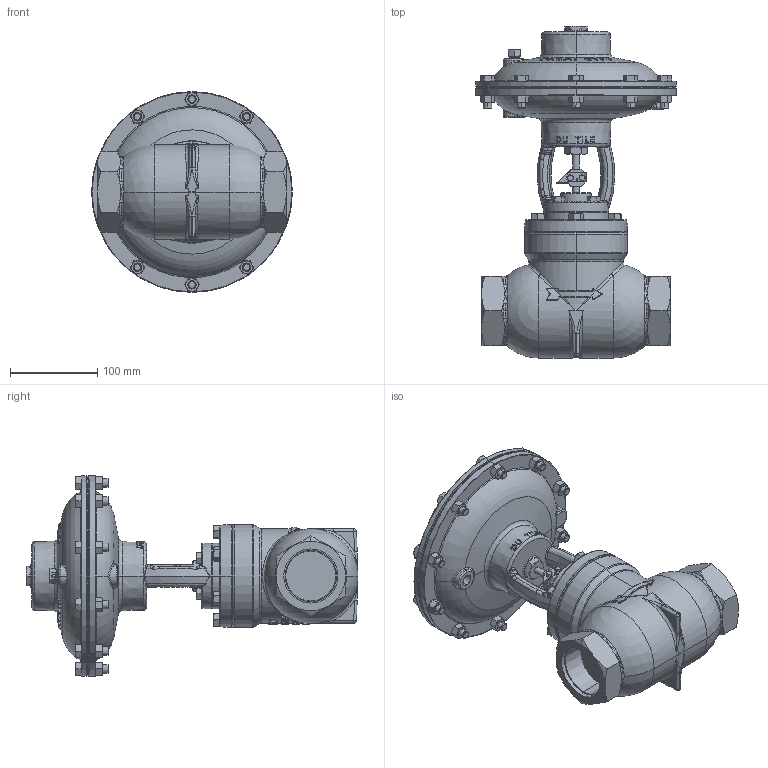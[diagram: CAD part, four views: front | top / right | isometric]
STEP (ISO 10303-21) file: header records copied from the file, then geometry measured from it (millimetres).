
FILE_DESCRIPTION (( 'STEP AP214' ), '1' );
FILE_NAME ('DPH2SATDF2S-MYC.step', '2020-10-22T19:50:16', ( '' ), ( '' ), 'SwSTEP 2.0', 'SolidWorks 2019', '' );
FILE_SCHEMA (( 'AUTOMOTIVE_DESIGN' ));
Length unit declared in the file: inch
Products named in the file (1): DPH2SATDF2S-MYC
Bounding box: 229.81 x 379.92 x 229.81 mm (x, y, z)
Volume: 4444658.1 mm3; surface area: 287986.8 mm2
Topology: 1 solids, 1 shells, 2097 faces, 5243 edges, 3202 vertices
Faces by surface type: plane 832, cone 383, bspline 383, cylinder 298, torus 140, sphere 61
Entity records: 94440 total; most frequent: CARTESIAN_POINT 36548, ORIENTED_EDGE 10354, DIRECTION 8516, EDGE_CURVE 5177, AXIS2_PLACEMENT_3D 3444, VERTEX_POINT 3196, EDGE_LOOP 2243, FACE_OUTER_BOUND 2097
